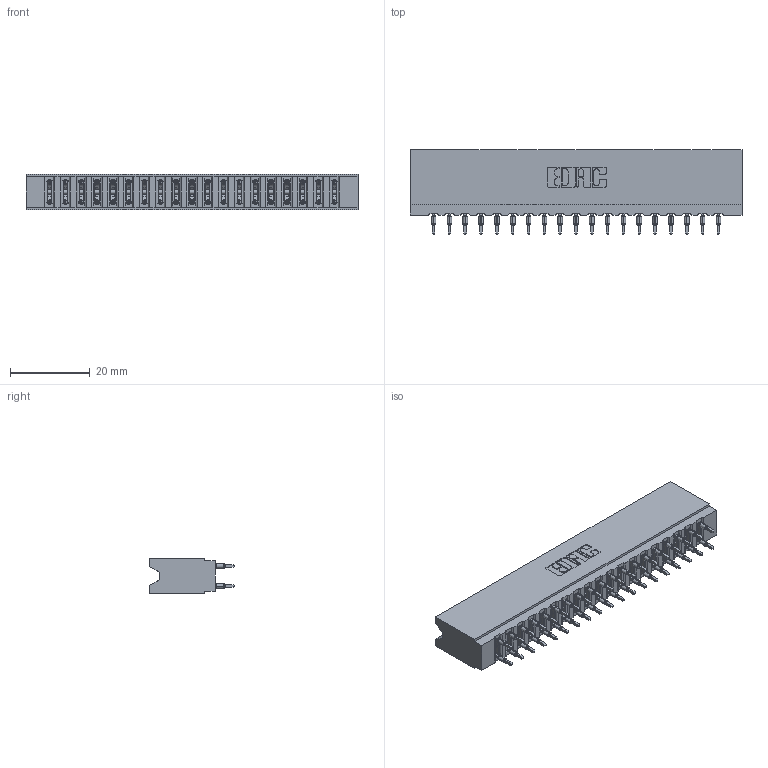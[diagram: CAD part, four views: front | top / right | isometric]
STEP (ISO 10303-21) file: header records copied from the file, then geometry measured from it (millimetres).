
FILE_DESCRIPTION (( 'STEP AP203' ), '1' );
FILE_NAME ('737-038-525-206.STEP', '2026-03-05T22:46:40', ( '' ), ( '' ), 'SwSTEP 2.0', 'SolidWorks 2023', '' );
FILE_SCHEMA (( 'CONFIG_CONTROL_DESIGN' ));
Length unit declared in the file: millimetre
Products named in the file (3): 745-292-001_525; 737-038-525-206; 737 Part_Insulator Option - 06
Assembly tree (39 placements, depth 2):
  737-038-525-206
    737 Part_Insulator Option - 06
    745-292-001_525  x38
Bounding box: 83.16 x 21.22 x 8.89 mm (x, y, z)
Volume: 8273.8 mm3; surface area: 11838.1 mm2
Topology: 39 solids, 39 shells, 3515 faces, 9453 edges, 5946 vertices
Faces by surface type: plane 1822, bspline 760, cylinder 705, torus 228
Entity records: 35741 total; most frequent: CARTESIAN_POINT 6714, ORIENTED_EDGE 6104, DIRECTION 5348, EDGE_CURVE 3052, LINE 2756, VECTOR 2756, VERTEX_POINT 1950, AXIS2_PLACEMENT_3D 1296
